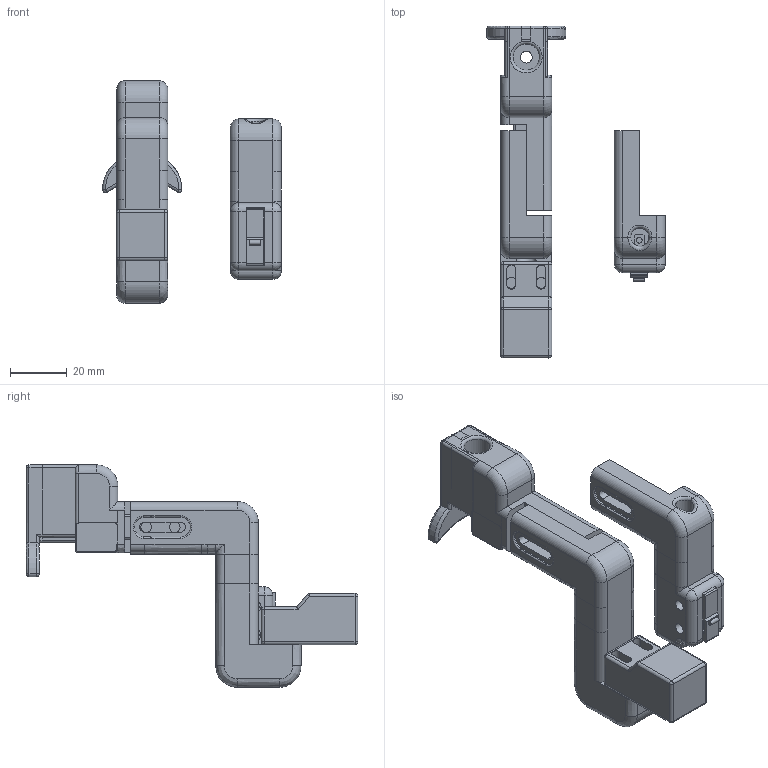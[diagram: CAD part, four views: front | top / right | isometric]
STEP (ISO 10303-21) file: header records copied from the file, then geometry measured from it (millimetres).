
FILE_DESCRIPTION(/* description */ (''),/* implementation_level */ '2;1');
FILE_NAME(/* name */ 'bed_probe_arm.step',/* time_stamp */ '2018-04-02T21:49:04+02:00',/* author */ (''),/* organization */ (''),/* preprocessor_version */ 'ST-DEVELOPER v16.13',/* originating_system */ 'Autodesk Translation Framework v6.5.0.72',/* authorisation */ '');
FILE_SCHEMA (('AUTOMOTIVE_DESIGN { 1 0 10303 214 3 1 1 }'));
Length unit declared in the file: millimetre
Products named in the file (7): bed_probe_arm; bed_probe_arm_for_v3; lower_arm_sn04; lower_arm_ms; upper_arm; microswitch; sn04_sensor_mock
Assembly tree (6 placements, depth 3):
  bed_probe_arm
    bed_probe_arm_for_v3
      lower_arm_sn04
      lower_arm_ms
      upper_arm
    microswitch
    sn04_sensor_mock
Bounding box: 62.94 x 116.8 x 78.32 mm (x, y, z)
Volume: 70603.6 mm3; surface area: 26633.8 mm2
Topology: 5 solids, 5 shells, 1291 faces, 3440 edges, 2238 vertices
Faces by surface type: plane 674, bspline 417, cylinder 142, torus 34, sphere 24
Full cylindrical faces by diameter (mm): 2 x5, 2.5 x2, 3.8 x7, 4.2 x2, 6.02 x2, 6.4 x1, 7 x1, 9.2 x1
Entity records: 44339 total; most frequent: CARTESIAN_POINT 14677, ORIENTED_EDGE 6876, DIRECTION 4643, EDGE_CURVE 3438, VERTEX_POINT 2238, LINE 2237, VECTOR 2237, EDGE_LOOP 1404
